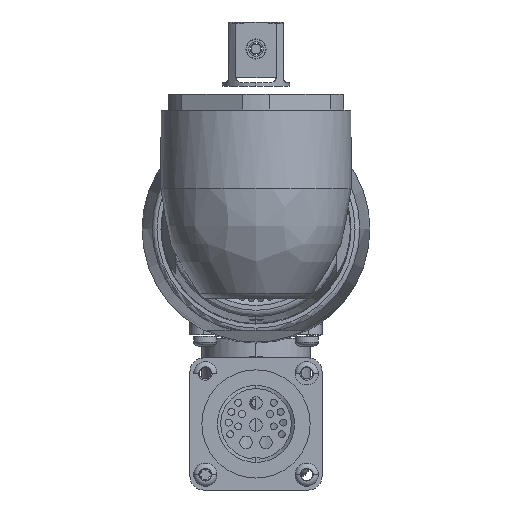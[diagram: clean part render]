
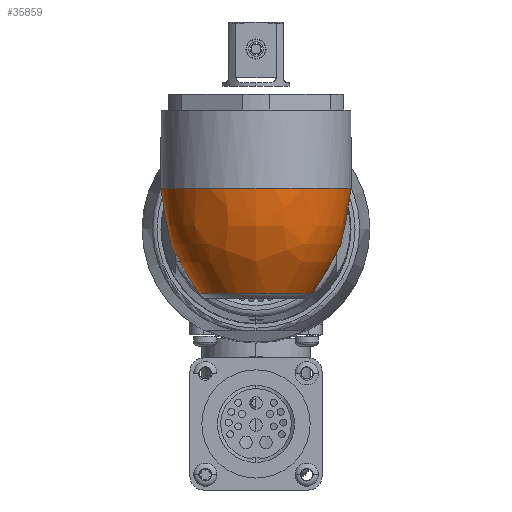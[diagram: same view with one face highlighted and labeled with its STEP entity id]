
A CAD part, left-side view. The second image highlights one B-rep face of the part: STEP entity #35859.
In plain terms, the highlighted free-form (B-spline) face has degree [3, 3] with [7, 4] control points.
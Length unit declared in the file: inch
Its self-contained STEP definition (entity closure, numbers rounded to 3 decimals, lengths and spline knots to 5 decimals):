
#26430=CARTESIAN_POINT('',(-13.4017,0.,-0.591));
#26431=DIRECTION('',(0.,0.,1.));
#26432=DIRECTION('',(0.766,0.643,0.));
#26433=AXIS2_PLACEMENT_3D('',#26430,#26431,#26432);
#26495=CARTESIAN_POINT('',(-13.4017,0.,0.375));
#26496=DIRECTION('',(0.,0.,-1.));
#26497=DIRECTION('',(0.73,-0.683,0.));
#26498=AXIS2_PLACEMENT_3D('',#26495,#26496,#26497);
#33644=CARTESIAN_POINT('',(-12.99856,-0.33831,
-0.591));
#33645=CARTESIAN_POINT('',(-13.00117,-0.3562,
-0.57971));
#33646=CARTESIAN_POINT('',(-13.00629,-0.39107,
-0.55547));
#33647=CARTESIAN_POINT('',(-13.0129,-0.4404,
-0.51431));
#33648=CARTESIAN_POINT('',(-13.01761,-0.48719,
-0.46772));
#33649=CARTESIAN_POINT('',(-13.01938,-0.53112,
-0.41523));
#33650=CARTESIAN_POINT('',(-13.01707,-0.57107,
-0.35731));
#33651=CARTESIAN_POINT('',(-13.00985,-0.60618,
-0.29436));
#33652=CARTESIAN_POINT('',(-12.99701,-0.63595,
-0.22603));
#33653=CARTESIAN_POINT('',(-12.97828,-0.65945,
-0.15264));
#33654=CARTESIAN_POINT('',(-12.9532,-0.67601,
-0.0729));
#33655=CARTESIAN_POINT('',(-12.92127,-0.68402,
0.01432));
#33656=CARTESIAN_POINT('',(-12.8835,-0.68116,
0.10685));
#33657=CARTESIAN_POINT('',(-12.84262,-0.66636,
0.19975));
#33658=CARTESIAN_POINT('',(-12.80071,-0.63972,
0.29026));
#33659=CARTESIAN_POINT('',(-12.77336,-0.61464,
0.34729));
#33660=CARTESIAN_POINT('',(-12.75992,-0.60026,
0.375));
#33685=CARTESIAN_POINT('',(-12.75992,0.60026,
0.375));
#33686=CARTESIAN_POINT('',(-12.77336,0.61463,
0.3473));
#33687=CARTESIAN_POINT('',(-12.8007,0.63971,
0.29027));
#33688=CARTESIAN_POINT('',(-12.84261,0.66635,
0.19977));
#33689=CARTESIAN_POINT('',(-12.8835,0.68116,
0.10687));
#33690=CARTESIAN_POINT('',(-12.92126,0.68402,
0.01434));
#33691=CARTESIAN_POINT('',(-12.9532,0.67601,
-0.0729));
#33692=CARTESIAN_POINT('',(-12.97829,0.65945,
-0.15266));
#33693=CARTESIAN_POINT('',(-12.99702,0.63595,
-0.22605));
#33694=CARTESIAN_POINT('',(-13.00985,0.60617,
-0.29438));
#33695=CARTESIAN_POINT('',(-13.01707,0.57106,
-0.35732));
#33696=CARTESIAN_POINT('',(-13.01938,0.53111,
-0.41525));
#33697=CARTESIAN_POINT('',(-13.01761,0.48718,
-0.46773));
#33698=CARTESIAN_POINT('',(-13.01289,0.44038,
-0.51433));
#33699=CARTESIAN_POINT('',(-13.00629,0.39104,
-0.55549));
#33700=CARTESIAN_POINT('',(-13.00117,0.35619,
-0.57972));
#33701=CARTESIAN_POINT('',(-12.99856,0.33831,
-0.591));
#35690=VERTEX_POINT('',#33644);
#35691=VERTEX_POINT('',#33660);
#35694=VERTEX_POINT('',#33685);
#35695=VERTEX_POINT('',#33701);
#35821=CARTESIAN_POINT('',(-12.67678,-0.49642,
0.39599));
#35822=CARTESIAN_POINT('',(-12.67249,-0.49937,
0.02391));
#35823=CARTESIAN_POINT('',(-12.77772,-0.4273,
-0.32567));
#35824=CARTESIAN_POINT('',(-12.97872,-0.28966,
-0.60696));
#35825=CARTESIAN_POINT('',(-13.27273,-1.36668,
0.39599));
#35826=CARTESIAN_POINT('',(-13.27197,-1.37478,
0.02391));
#35827=CARTESIAN_POINT('',(-13.29069,-1.17637,
-0.32567));
#35828=CARTESIAN_POINT('',(-13.32645,-0.79745,
-0.60696));
#35829=CARTESIAN_POINT('',(-14.2803,-1.05475,
0.39599));
#35830=CARTESIAN_POINT('',(-14.28551,-1.061,
0.02391));
#35831=CARTESIAN_POINT('',(-14.15796,-0.90788,
-0.32567));
#35832=CARTESIAN_POINT('',(-13.91436,-0.61544,
-0.60696));
#35833=CARTESIAN_POINT('',(-14.2803,0.,
0.39599));
#35834=CARTESIAN_POINT('',(-14.28551,0.,
0.02391));
#35835=CARTESIAN_POINT('',(-14.15796,0.,
-0.32567));
#35836=CARTESIAN_POINT('',(-13.91436,0.,
-0.60696));
#35837=CARTESIAN_POINT('',(-14.2803,1.05475,
0.39599));
#35838=CARTESIAN_POINT('',(-14.28551,1.061,
0.02391));
#35839=CARTESIAN_POINT('',(-14.15796,0.90788,
-0.32567));
#35840=CARTESIAN_POINT('',(-13.91436,0.61544,
-0.60696));
#35841=CARTESIAN_POINT('',(-13.27273,1.36668,
0.39599));
#35842=CARTESIAN_POINT('',(-13.27197,1.37478,
0.02391));
#35843=CARTESIAN_POINT('',(-13.29069,1.17637,
-0.32567));
#35844=CARTESIAN_POINT('',(-13.32645,0.79745,
-0.60696));
#35845=CARTESIAN_POINT('',(-12.67678,0.49642,
0.39599));
#35846=CARTESIAN_POINT('',(-12.67249,0.49937,
0.02391));
#35847=CARTESIAN_POINT('',(-12.77772,0.4273,
-0.32567));
#35848=CARTESIAN_POINT('',(-12.97872,0.28966,
-0.60696));
#35849=(BOUNDED_SURFACE()B_SPLINE_SURFACE(3,3,((#35821,#35822,#35823,#35824),(
#35825,#35826,#35827,#35828),(#35829,#35830,#35831,#35832),(#35833,#35834,
#35835,#35836),(#35837,#35838,#35839,#35840),(#35841,#35842,#35843,#35844),(
#35845,#35846,#35847,#35848)),.UNSPECIFIED.,.F.,.F.,.F.)B_SPLINE_SURFACE_WITH_KNOTS((4,3,4),(4,4),(0.,1.,2.),(0.,1.),.UNSPECIFIED.)GEOMETRIC_REPRESENTATION_ITEM()RATIONAL_B_SPLINE_SURFACE(((1.596,1.526,
1.526,1.596),(0.847,0.81,
0.81,0.847),(0.847,0.81,
0.81,0.847),(1.596,1.526,
1.526,1.596),(0.847,0.81,
0.81,0.847),(0.847,0.81,
0.81,0.847),(1.596,1.526,
1.526,1.596)))REPRESENTATION_ITEM('')SURFACE());
#35851=ORIENTED_EDGE('',*,*,#35850,.F.);
#35852=ORIENTED_EDGE('',*,*,#35810,.F.);
#35854=ORIENTED_EDGE('',*,*,#35853,.F.);
#35856=ORIENTED_EDGE('',*,*,#35855,.F.);
#35857=EDGE_LOOP('',(#35851,#35852,#35854,#35856));
#35858=FACE_OUTER_BOUND('',#35857,.F.);
#35859=ADVANCED_FACE('',(#35858),#35849,.T.);
#26434=CIRCLE('',#26433,0.52629);
#26499=CIRCLE('',#26498,0.87875);
#33661=B_SPLINE_CURVE_WITH_KNOTS('',3,(#33644,#33645,#33646,#33647,#33648,
#33649,#33650,#33651,#33652,#33653,#33654,#33655,#33656,#33657,#33658,#33659,
#33660),.UNSPECIFIED.,.F.,.F.,(4,1,1,1,1,1,1,1,1,1,1,1,1,1,4),(0.,
0.07143,0.14286,0.21429,0.28571,
0.35714,0.42857,0.5,0.57143,0.64286,
0.71429,0.78571,0.85714,0.92857,1.),
.UNSPECIFIED.);
#33702=B_SPLINE_CURVE_WITH_KNOTS('',3,(#33685,#33686,#33687,#33688,#33689,
#33690,#33691,#33692,#33693,#33694,#33695,#33696,#33697,#33698,#33699,#33700,
#33701),.UNSPECIFIED.,.F.,.F.,(4,1,1,1,1,1,1,1,1,1,1,1,1,1,4),(0.,
0.07143,0.14286,0.21429,0.28571,
0.35714,0.42857,0.5,0.57143,0.64286,
0.71429,0.78571,0.85714,0.92857,1.),
.UNSPECIFIED.);
#35810=EDGE_CURVE('',#35695,#35690,#26434,.T.);
#35850=EDGE_CURVE('',#35690,#35691,#33661,.T.);
#35853=EDGE_CURVE('',#35694,#35695,#33702,.T.);
#35855=EDGE_CURVE('',#35691,#35694,#26499,.T.);
